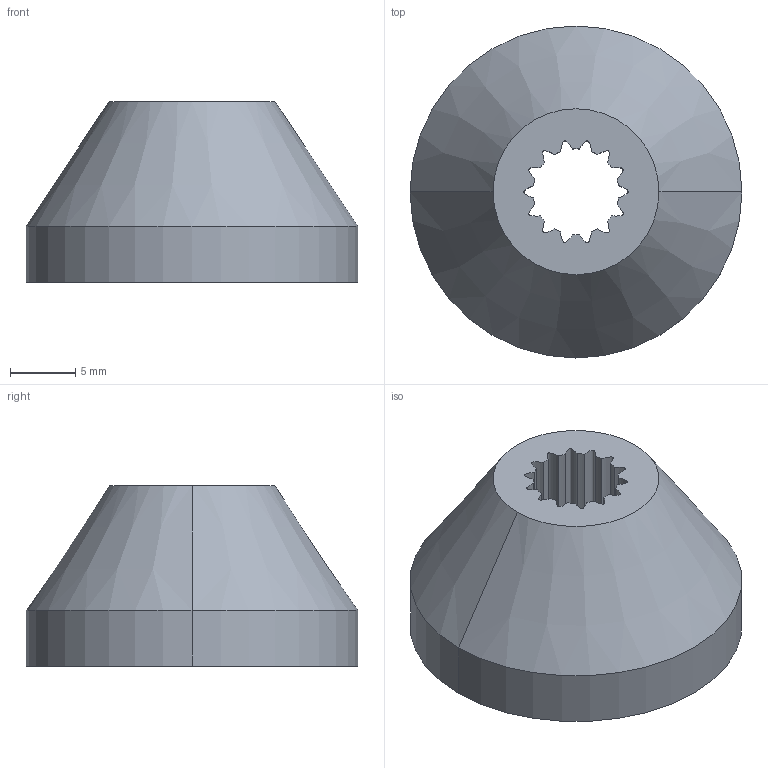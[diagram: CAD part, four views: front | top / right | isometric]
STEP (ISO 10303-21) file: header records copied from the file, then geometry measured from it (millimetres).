
FILE_DESCRIPTION (( 'STEP AP203' ), '1' );
FILE_NAME ('REV-21-2124.STEP', '2022-11-11T20:49:54', ( '' ), ( '' ), 'SwSTEP 2.0', 'SolidWorks 2022', '' );
FILE_SCHEMA (( 'CONFIG_CONTROL_DESIGN' ));
Length unit declared in the file: inch
Products named in the file (1): REV-21-2124
Bounding box: 25.4 x 25.4 x 13.8 mm (x, y, z)
Volume: 3491.8 mm3; surface area: 2234.2 mm2
Topology: 1 solids, 1 shells, 191 faces, 562 edges, 374 vertices
Faces by surface type: cylinder 94, bspline 92, plane 3, cone 2
Entity records: 10797 total; most frequent: CARTESIAN_POINT 6076, ORIENTED_EDGE 1124, DIRECTION 768, EDGE_CURVE 562, VERTEX_POINT 374, AXIS2_PLACEMENT_3D 290, EDGE_LOOP 194, ADVANCED_FACE 191
